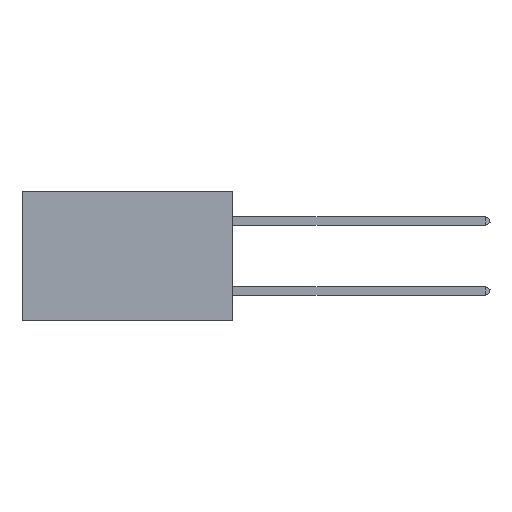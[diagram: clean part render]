
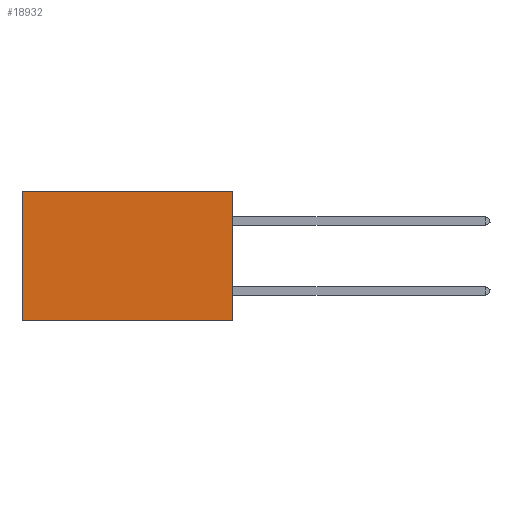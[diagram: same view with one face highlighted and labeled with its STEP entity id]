
A CAD part, left-side view. The second image highlights one B-rep face of the part: STEP entity #18932.
In plain terms, the highlighted planar face has unit normal (-1, 0, 0).
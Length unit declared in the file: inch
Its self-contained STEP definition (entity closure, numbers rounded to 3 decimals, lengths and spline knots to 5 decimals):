
#1057 = EDGE_LOOP ( 'NONE', ( #41792, #40597, #28052, #20011 ) ) ;
#2077 = LINE ( 'NONE', #5143, #9604 ) ;
#4838 = EDGE_CURVE ( 'NONE', #10250, #5079, #16607, .T. ) ;
#5079 = VERTEX_POINT ( 'NONE', #16865 ) ;
#5143 = CARTESIAN_POINT ( 'NONE',  ( 0.2875, 0., 0. ) ) ;
#8311 = LINE ( 'NONE', #12385, #22487 ) ;
#9132 = EDGE_CURVE ( 'NONE', #33251, #10250, #2077, .T. ) ;
#9604 = VECTOR ( 'NONE', #40311, 39.37008 ) ;
#10071 = VECTOR ( 'NONE', #40818, 39.37008 ) ;
#10250 = VERTEX_POINT ( 'NONE', #40014 ) ;
#11302 = DIRECTION ( 'NONE',  ( 0., 0., -1. ) ) ;
#12385 = CARTESIAN_POINT ( 'NONE',  ( 0.2875, 0.6, 0. ) ) ;
#13672 = FACE_OUTER_BOUND ( 'NONE', #1057, .T. ) ;
#16607 = LINE ( 'NONE', #24681, #10071 ) ;
#16865 = CARTESIAN_POINT ( 'NONE',  ( 0.2875, 0.6, -0.37 ) ) ;
#17788 = CARTESIAN_POINT ( 'NONE',  ( 0.2875, 0., 0. ) ) ;
#18885 = AXIS2_PLACEMENT_3D ( 'NONE', #17788, #30637, #11302 ) ;
#18932 = ADVANCED_FACE ( 'NONE', ( #13672 ), #40168, .F. ) ;
#20011 = ORIENTED_EDGE ( 'NONE', *, *, #31906, .T. ) ;
#22246 = CARTESIAN_POINT ( 'NONE',  ( 0.2875, 0.6, 0. ) ) ;
#22487 = VECTOR ( 'NONE', #28490, 39.37008 ) ;
#24681 = CARTESIAN_POINT ( 'NONE',  ( 0.2875, 0., -0.37 ) ) ;
#28052 = ORIENTED_EDGE ( 'NONE', *, *, #9132, .F. ) ;
#28490 = DIRECTION ( 'NONE',  ( 0., 0., -1. ) ) ;
#30311 = VERTEX_POINT ( 'NONE', #22246 ) ;
#30637 = DIRECTION ( 'NONE',  ( 1., 0., 0. ) ) ;
#31493 = CARTESIAN_POINT ( 'NONE',  ( 0.2875, 0., 0. ) ) ;
#31906 = EDGE_CURVE ( 'NONE', #33251, #30311, #33645, .T. ) ;
#32587 = EDGE_CURVE ( 'NONE', #30311, #5079, #8311, .T. ) ;
#33251 = VERTEX_POINT ( 'NONE', #34529 ) ;
#33645 = LINE ( 'NONE', #31493, #39778 ) ;
#34529 = CARTESIAN_POINT ( 'NONE',  ( 0.2875, 0., 0. ) ) ;
#34913 = DIRECTION ( 'NONE',  ( 0., 1., 0. ) ) ;
#39778 = VECTOR ( 'NONE', #34913, 39.37008 ) ;
#40014 = CARTESIAN_POINT ( 'NONE',  ( 0.2875, 0., -0.37 ) ) ;
#40168 = PLANE ( 'NONE',  #18885 ) ;
#40311 = DIRECTION ( 'NONE',  ( 0., 0., -1. ) ) ;
#40597 = ORIENTED_EDGE ( 'NONE', *, *, #4838, .F. ) ;
#40818 = DIRECTION ( 'NONE',  ( 0., 1., 0. ) ) ;
#41792 = ORIENTED_EDGE ( 'NONE', *, *, #32587, .T. ) ;
